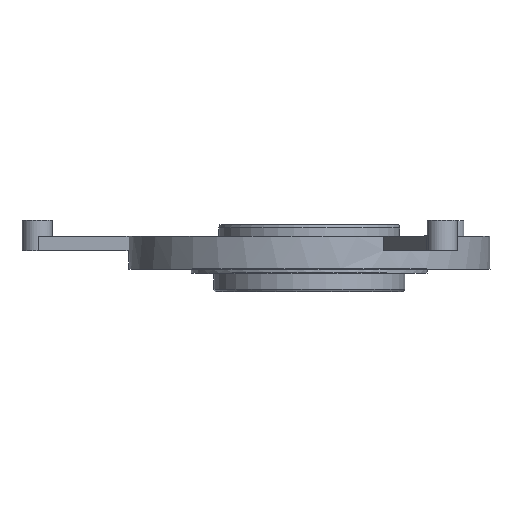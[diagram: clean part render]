
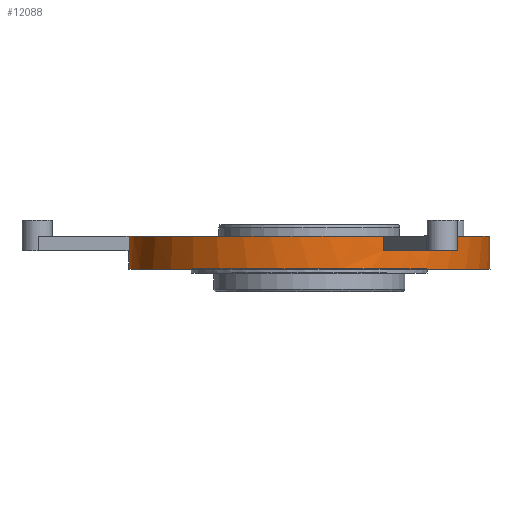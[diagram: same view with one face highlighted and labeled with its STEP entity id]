
A CAD part, top view. The second image highlights one B-rep face of the part: STEP entity #12088.
In plain terms, the highlighted cylindrical face has radius 60 mm (diameter 120 mm), a full revolution.
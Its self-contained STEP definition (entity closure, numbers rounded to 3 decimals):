
#525=CIRCLE('',#12803,60.);
#539=CIRCLE('',#12819,60.);
#540=CIRCLE('',#12820,60.);
#541=CIRCLE('',#12821,60.);
#542=CIRCLE('',#12822,60.);
#543=CIRCLE('',#12823,60.);
#544=CIRCLE('',#12824,60.);
#545=CIRCLE('',#12825,60.);
#1506=CYLINDRICAL_SURFACE('',#12818,60.);
#1994=FACE_OUTER_BOUND('',#2665,.T.);
#2665=EDGE_LOOP('',(#8163,#8164,#8165,#8166,#8167,#8168,#8169,#8170,#8171,
#8172,#8173,#8174,#8175,#8176,#8177,#8178));
#3389=LINE('',#18202,#4078);
#3392=LINE('',#18210,#4081);
#3393=LINE('',#18214,#4082);
#3394=LINE('',#18218,#4083);
#3395=LINE('',#18221,#4084);
#3396=LINE('',#18225,#4085);
#3397=LINE('',#18229,#4086);
#4078=VECTOR('',#14445,10.);
#4081=VECTOR('',#14452,10.);
#4082=VECTOR('',#14455,10.);
#4083=VECTOR('',#14458,10.);
#4084=VECTOR('',#14461,35.);
#4085=VECTOR('',#14464,10.);
#4086=VECTOR('',#14467,10.);
#4785=VERTEX_POINT('',#18178);
#4790=VERTEX_POINT('',#18198);
#4792=VERTEX_POINT('',#18201);
#4794=VERTEX_POINT('',#18207);
#4795=VERTEX_POINT('',#18209);
#4796=VERTEX_POINT('',#18211);
#4797=VERTEX_POINT('',#18213);
#4798=VERTEX_POINT('',#18215);
#4799=VERTEX_POINT('',#18217);
#4800=VERTEX_POINT('',#18219);
#4801=VERTEX_POINT('',#18222);
#4802=VERTEX_POINT('',#18224);
#4803=VERTEX_POINT('',#18226);
#4804=VERTEX_POINT('',#18228);
#6125=EDGE_CURVE('',#4785,#4785,#525,.T.);
#6140=EDGE_CURVE('',#4792,#4790,#3389,.T.);
#6143=EDGE_CURVE('',#4790,#4794,#539,.T.);
#6144=EDGE_CURVE('',#4794,#4795,#3392,.T.);
#6145=EDGE_CURVE('',#4796,#4795,#540,.F.);
#6146=EDGE_CURVE('',#4796,#4797,#3393,.T.);
#6147=EDGE_CURVE('',#4797,#4798,#541,.T.);
#6148=EDGE_CURVE('',#4798,#4799,#3394,.T.);
#6149=EDGE_CURVE('',#4800,#4799,#542,.F.);
#6150=EDGE_CURVE('',#4800,#4785,#3395,.T.);
#6151=EDGE_CURVE('',#4801,#4800,#543,.F.);
#6152=EDGE_CURVE('',#4802,#4801,#3396,.T.);
#6153=EDGE_CURVE('',#4802,#4803,#544,.T.);
#6154=EDGE_CURVE('',#4804,#4803,#3397,.T.);
#6155=EDGE_CURVE('',#4792,#4804,#545,.F.);
#8163=ORIENTED_EDGE('',*,*,#6140,.T.);
#8164=ORIENTED_EDGE('',*,*,#6143,.T.);
#8165=ORIENTED_EDGE('',*,*,#6144,.T.);
#8166=ORIENTED_EDGE('',*,*,#6145,.F.);
#8167=ORIENTED_EDGE('',*,*,#6146,.T.);
#8168=ORIENTED_EDGE('',*,*,#6147,.T.);
#8169=ORIENTED_EDGE('',*,*,#6148,.T.);
#8170=ORIENTED_EDGE('',*,*,#6149,.F.);
#8171=ORIENTED_EDGE('',*,*,#6150,.T.);
#8172=ORIENTED_EDGE('',*,*,#6125,.F.);
#8173=ORIENTED_EDGE('',*,*,#6150,.F.);
#8174=ORIENTED_EDGE('',*,*,#6151,.F.);
#8175=ORIENTED_EDGE('',*,*,#6152,.F.);
#8176=ORIENTED_EDGE('',*,*,#6153,.T.);
#8177=ORIENTED_EDGE('',*,*,#6154,.F.);
#8178=ORIENTED_EDGE('',*,*,#6155,.F.);
#12088=ADVANCED_FACE('',(#1994),#1506,.T.);
#12803=AXIS2_PLACEMENT_3D('',#18179,#14414,#14415);
#12818=AXIS2_PLACEMENT_3D('',#18206,#14448,#14449);
#12819=AXIS2_PLACEMENT_3D('',#18208,#14450,#14451);
#12820=AXIS2_PLACEMENT_3D('',#18212,#14453,#14454);
#12821=AXIS2_PLACEMENT_3D('',#18216,#14456,#14457);
#12822=AXIS2_PLACEMENT_3D('',#18220,#14459,#14460);
#12823=AXIS2_PLACEMENT_3D('',#18223,#14462,#14463);
#12824=AXIS2_PLACEMENT_3D('',#18227,#14465,#14466);
#12825=AXIS2_PLACEMENT_3D('',#18230,#14468,#14469);
#14414=DIRECTION('center_axis',(0.,-1.,0.));
#14415=DIRECTION('ref_axis',(0.,0.,1.));
#14445=DIRECTION('',(0.,-1.,0.));
#14448=DIRECTION('center_axis',(0.,1.,0.));
#14449=DIRECTION('ref_axis',(0.,0.,1.));
#14450=DIRECTION('center_axis',(0.,-1.,0.));
#14451=DIRECTION('ref_axis',(0.,0.,1.));
#14452=DIRECTION('',(0.,1.,0.));
#14453=DIRECTION('center_axis',(0.,-1.,0.));
#14454=DIRECTION('ref_axis',(0.,0.,1.));
#14455=DIRECTION('',(0.,-1.,0.));
#14456=DIRECTION('center_axis',(0.,-1.,0.));
#14457=DIRECTION('ref_axis',(0.,0.,1.));
#14458=DIRECTION('',(0.,1.,0.));
#14459=DIRECTION('center_axis',(0.,-1.,0.));
#14460=DIRECTION('ref_axis',(0.,0.,1.));
#14461=DIRECTION('',(0.,-1.,0.));
#14462=DIRECTION('center_axis',(0.,-1.,0.));
#14463=DIRECTION('ref_axis',(0.,0.,1.));
#14464=DIRECTION('',(0.,1.,0.));
#14465=DIRECTION('center_axis',(0.,-1.,0.));
#14466=DIRECTION('ref_axis',(0.,0.,1.));
#14467=DIRECTION('',(0.,-1.,0.));
#14468=DIRECTION('center_axis',(0.,-1.,0.));
#14469=DIRECTION('ref_axis',(0.,0.,1.));
#18178=CARTESIAN_POINT('',(0.,-2.5,-60.));
#18179=CARTESIAN_POINT('Origin',(0.,-2.5,0.));
#18198=CARTESIAN_POINT('',(33.525,3.7,49.76));
#18201=CARTESIAN_POINT('',(33.525,8.4,49.76));
#18202=CARTESIAN_POINT('',(33.525,-4.,49.76));
#18206=CARTESIAN_POINT('Origin',(0.,-4.,0.));
#18207=CARTESIAN_POINT('',(24.795,3.7,54.637));
#18208=CARTESIAN_POINT('Origin',(0.,3.7,0.));
#18209=CARTESIAN_POINT('',(24.795,8.4,54.637));
#18210=CARTESIAN_POINT('',(24.795,-4.,54.637));
#18211=CARTESIAN_POINT('',(-59.856,8.4,4.154));
#18212=CARTESIAN_POINT('Origin',(0.,8.4,0.));
#18213=CARTESIAN_POINT('',(-59.856,3.7,4.154));
#18214=CARTESIAN_POINT('',(-59.856,-4.,4.154));
#18215=CARTESIAN_POINT('',(-59.715,3.7,-5.845));
#18216=CARTESIAN_POINT('Origin',(0.,3.7,0.));
#18217=CARTESIAN_POINT('',(-59.715,8.4,-5.845));
#18218=CARTESIAN_POINT('',(-59.715,-4.,-5.845));
#18219=CARTESIAN_POINT('',(0.,8.4,-60.));
#18220=CARTESIAN_POINT('Origin',(0.,8.4,0.));
#18221=CARTESIAN_POINT('',(0.,-4.,-60.));
#18222=CARTESIAN_POINT('',(22.438,8.4,-55.646));
#18223=CARTESIAN_POINT('Origin',(0.,8.4,0.));
#18224=CARTESIAN_POINT('',(22.438,3.7,-55.646));
#18225=CARTESIAN_POINT('',(22.438,-4.,-55.646));
#18226=CARTESIAN_POINT('',(38.294,3.7,-46.19));
#18227=CARTESIAN_POINT('Origin',(0.,3.7,0.));
#18228=CARTESIAN_POINT('',(38.294,8.4,-46.19));
#18229=CARTESIAN_POINT('',(38.294,-4.,-46.19));
#18230=CARTESIAN_POINT('Origin',(0.,8.4,0.));
